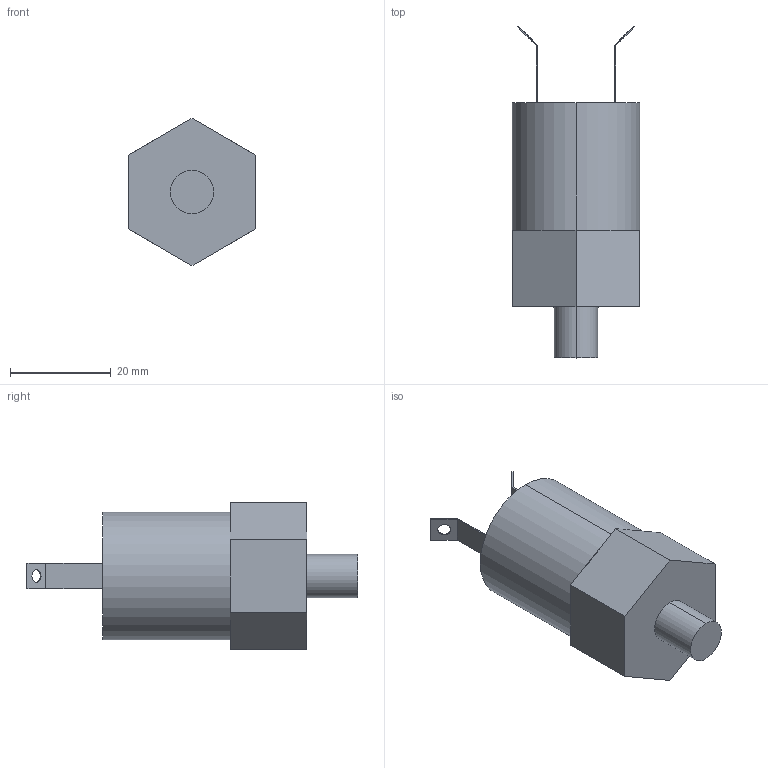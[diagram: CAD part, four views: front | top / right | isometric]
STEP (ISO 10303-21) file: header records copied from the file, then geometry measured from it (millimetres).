
FILE_DESCRIPTION (( 'STEP AP214' ), '1' );
FILE_NAME ('PressureSwitch.step', '2018-12-19T16:09:11', ( '' ), ( '' ), 'SwSTEP 2.0', 'SolidWorks 2018', '' );
FILE_SCHEMA (( 'AUTOMOTIVE_DESIGN' ));
Length unit declared in the file: inch
Products named in the file (1): PressureSwitch
Bounding box: 25.4 x 66.04 x 29.33 mm (x, y, z)
Volume: 22021 mm3; surface area: 5101.2 mm2
Topology: 1 solids, 1 shells, 37 faces, 90 edges, 58 vertices
Faces by surface type: plane 29, cylinder 8
Entity records: 1555 total; most frequent: DIRECTION 188, CARTESIAN_POINT 186, ORIENTED_EDGE 180, EDGE_CURVE 90, LINE 68, VECTOR 68, AXIS2_PLACEMENT_3D 60, VERTEX_POINT 58
